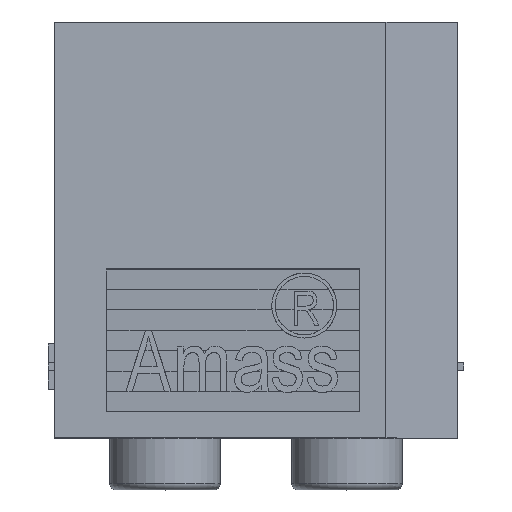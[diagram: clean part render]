
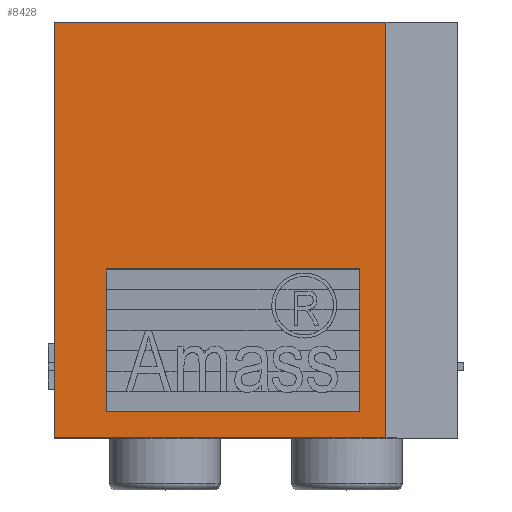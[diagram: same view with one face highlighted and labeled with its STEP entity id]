
A CAD part, top view. The second image highlights one B-rep face of the part: STEP entity #8428.
In plain terms, the highlighted planar face has unit normal (0, 0, 1).
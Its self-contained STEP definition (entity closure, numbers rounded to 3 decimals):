
#402=FACE_BOUND('',#1014,.T.);
#568=FACE_OUTER_BOUND('',#1013,.T.);
#1013=EDGE_LOOP('',(#5878,#5879,#5880,#5881));
#1014=EDGE_LOOP('',(#5882,#5883,#5884,#5885));
#1808=LINE('',#16263,#2661);
#1813=LINE('',#16271,#2666);
#1818=LINE('',#16279,#2671);
#1820=LINE('',#16284,#2673);
#1842=LINE('',#16329,#2695);
#1851=LINE('',#16346,#2704);
#1854=LINE('',#16358,#2707);
#1855=LINE('',#16359,#2708);
#2661=VECTOR('',#9902,5.5);
#2666=VECTOR('',#9909,9.75);
#2671=VECTOR('',#9916,5.5);
#2673=VECTOR('',#9920,16.);
#2695=VECTOR('',#9946,12.75);
#2704=VECTOR('',#9957,12.75);
#2707=VECTOR('',#9970,16.);
#2708=VECTOR('',#9971,9.75);
#3543=VERTEX_POINT('',#16260);
#3544=VERTEX_POINT('',#16262);
#3546=VERTEX_POINT('',#16269);
#3548=VERTEX_POINT('',#16277);
#3549=VERTEX_POINT('',#16281);
#3550=VERTEX_POINT('',#16283);
#3571=VERTEX_POINT('',#16328);
#3578=VERTEX_POINT('',#16345);
#4466=EDGE_CURVE('',#3543,#3544,#1808,.T.);
#4471=EDGE_CURVE('',#3546,#3543,#1813,.T.);
#4476=EDGE_CURVE('',#3548,#3546,#1818,.T.);
#4478=EDGE_CURVE('',#3550,#3549,#1820,.T.);
#4500=EDGE_CURVE('',#3550,#3571,#1842,.T.);
#4509=EDGE_CURVE('',#3549,#3578,#1851,.T.);
#4516=EDGE_CURVE('',#3571,#3578,#1854,.T.);
#4517=EDGE_CURVE('',#3544,#3548,#1855,.T.);
#5878=ORIENTED_EDGE('',*,*,#4509,.T.);
#5879=ORIENTED_EDGE('',*,*,#4516,.F.);
#5880=ORIENTED_EDGE('',*,*,#4500,.F.);
#5881=ORIENTED_EDGE('',*,*,#4478,.T.);
#5882=ORIENTED_EDGE('',*,*,#4517,.F.);
#5883=ORIENTED_EDGE('',*,*,#4466,.F.);
#5884=ORIENTED_EDGE('',*,*,#4471,.F.);
#5885=ORIENTED_EDGE('',*,*,#4476,.F.);
#7723=PLANE('',#8922);
#8428=ADVANCED_FACE('',(#568,#402),#7723,.F.);
#8922=AXIS2_PLACEMENT_3D('',#16357,#9968,#9969);
#9902=DIRECTION('',(0.,-1.,0.));
#9909=DIRECTION('',(-1.,0.,0.));
#9916=DIRECTION('',(0.,1.,0.));
#9920=DIRECTION('',(0.,-1.,0.));
#9946=DIRECTION('',(1.,0.,0.));
#9957=DIRECTION('',(1.,0.,0.));
#9968=DIRECTION('center_axis',(0.,0.,-1.));
#9969=DIRECTION('ref_axis',(-1.,0.,0.));
#9970=DIRECTION('',(0.,-1.,0.));
#9971=DIRECTION('',(1.,0.,0.));
#16260=CARTESIAN_POINT('',(-5.75,-1.5,4.));
#16262=CARTESIAN_POINT('',(-5.75,-7.,4.));
#16263=CARTESIAN_POINT('',(-5.75,-1.5,4.));
#16269=CARTESIAN_POINT('',(4.,-1.5,4.));
#16271=CARTESIAN_POINT('',(4.,-1.5,4.));
#16277=CARTESIAN_POINT('',(4.,-7.,4.));
#16279=CARTESIAN_POINT('',(4.,-7.,4.));
#16281=CARTESIAN_POINT('',(-7.75,-8.,4.));
#16283=CARTESIAN_POINT('',(-7.75,8.,4.));
#16284=CARTESIAN_POINT('',(-7.75,8.,4.));
#16328=CARTESIAN_POINT('',(5.,8.,4.));
#16329=CARTESIAN_POINT('',(-7.75,8.,4.));
#16345=CARTESIAN_POINT('',(5.,-8.,4.));
#16346=CARTESIAN_POINT('',(-7.75,-8.,4.));
#16357=CARTESIAN_POINT('Origin',(5.,8.,4.));
#16358=CARTESIAN_POINT('',(5.,8.,4.));
#16359=CARTESIAN_POINT('',(-5.75,-7.,4.));
